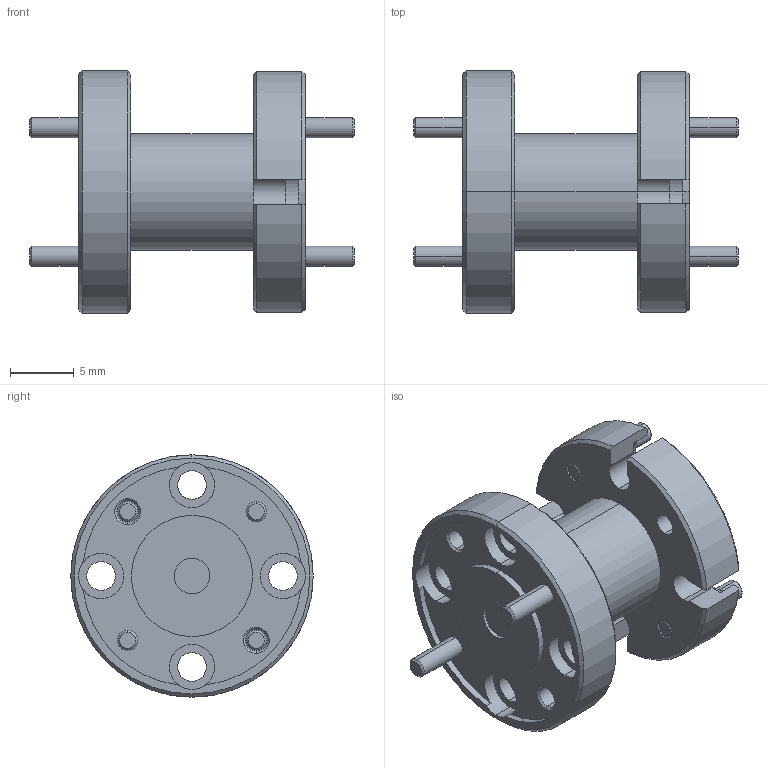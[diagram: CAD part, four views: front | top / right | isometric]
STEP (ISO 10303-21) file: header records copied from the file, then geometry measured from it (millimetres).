
FILE_DESCRIPTION (( 'STEP AP214' ), '1' );
FILE_NAME ('WT-ESC-122-110-A-C, Defeatured.STEP', '2024-01-16T01:28:01', ( '' ), ( '' ), 'SwSTEP 2.0', 'SolidWorks 2021', '' );
FILE_SCHEMA (( 'AUTOMOTIVE_DESIGN' ));
Length unit declared in the file: inch
Products named in the file (1): WT-ESC-122-110-A-C, Defeatured
Bounding box: 25.53 x 19.05 x 19.05 mm (x, y, z)
Volume: 2576.6 mm3; surface area: 2103.7 mm2
Topology: 1 solids, 1 shells, 159 faces, 398 edges, 256 vertices
Faces by surface type: cylinder 78, plane 37, cone 36, bspline 8
Entity records: 5144 total; most frequent: CARTESIAN_POINT 1158, DIRECTION 878, ORIENTED_EDGE 796, EDGE_CURVE 398, AXIS2_PLACEMENT_3D 360, VERTEX_POINT 256, CIRCLE 208, EDGE_LOOP 190
